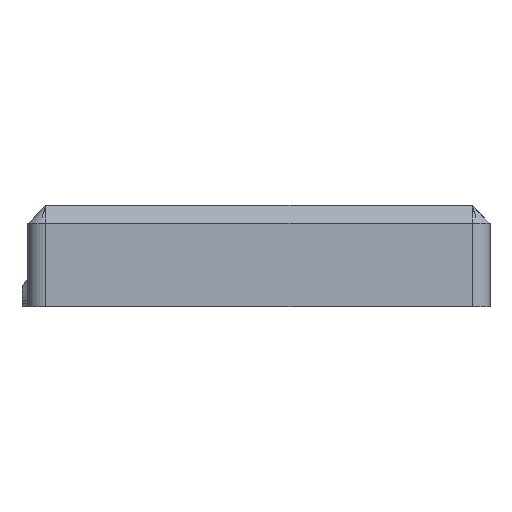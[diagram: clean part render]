
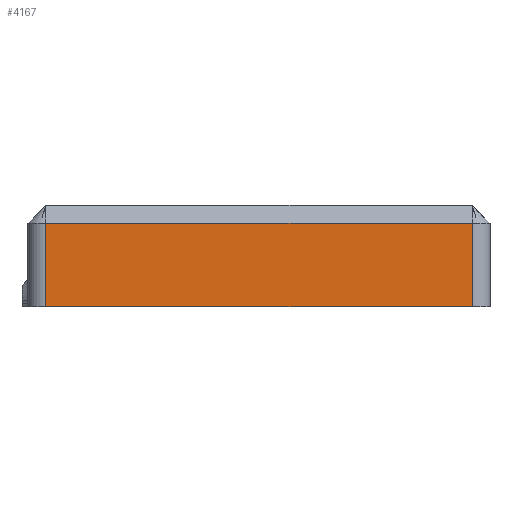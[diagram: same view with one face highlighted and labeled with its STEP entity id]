
A CAD part, left-side view. The second image highlights one B-rep face of the part: STEP entity #4167.
In plain terms, the highlighted planar face has unit normal (-1, 0, 0).
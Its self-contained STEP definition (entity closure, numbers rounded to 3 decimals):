
#212=PLANE('',#4484);
#413=FACE_OUTER_BOUND('',#635,.T.);
#635=EDGE_LOOP('',(#3825,#3826,#3827,#3828));
#711=LINE('',#5801,#1210);
#1070=LINE('',#6649,#1569);
#1154=LINE('',#6831,#1653);
#1155=LINE('',#6832,#1654);
#1210=VECTOR('',#4661,10.);
#1569=VECTOR('',#5358,10.);
#1653=VECTOR('',#5562,10.);
#1654=VECTOR('',#5563,10.);
#1814=VERTEX_POINT('',#5798);
#1815=VERTEX_POINT('',#5800);
#2110=VERTEX_POINT('',#6646);
#2111=VERTEX_POINT('',#6648);
#2228=EDGE_CURVE('',#1814,#1815,#711,.T.);
#2649=EDGE_CURVE('',#2110,#2111,#1070,.T.);
#2740=EDGE_CURVE('',#2110,#1815,#1154,.T.);
#2741=EDGE_CURVE('',#2111,#1814,#1155,.T.);
#3825=ORIENTED_EDGE('',*,*,#2649,.F.);
#3826=ORIENTED_EDGE('',*,*,#2740,.T.);
#3827=ORIENTED_EDGE('',*,*,#2228,.F.);
#3828=ORIENTED_EDGE('',*,*,#2741,.F.);
#4167=ADVANCED_FACE('',(#413),#212,.T.);
#4484=AXIS2_PLACEMENT_3D('',#6830,#5560,#5561);
#4661=DIRECTION('',(0.,1.,0.));
#5358=DIRECTION('',(0.,-1.,0.));
#5560=DIRECTION('center_axis',(-1.,0.,0.));
#5561=DIRECTION('ref_axis',(0.,1.,0.));
#5562=DIRECTION('',(0.,0.,-1.));
#5563=DIRECTION('',(0.,0.,-1.));
#5798=CARTESIAN_POINT('',(-18.25,-14.75,-9.));
#5800=CARTESIAN_POINT('',(-18.25,56.75,-9.));
#5801=CARTESIAN_POINT('',(-18.25,3.125,-9.));
#6646=CARTESIAN_POINT('',(-18.25,56.75,5.));
#6648=CARTESIAN_POINT('',(-18.25,-14.75,5.));
#6649=CARTESIAN_POINT('',(-18.25,3.125,5.));
#6830=CARTESIAN_POINT('Origin',(-18.25,-14.75,8.));
#6831=CARTESIAN_POINT('',(-18.25,56.75,0.));
#6832=CARTESIAN_POINT('',(-18.25,-14.75,0.));
